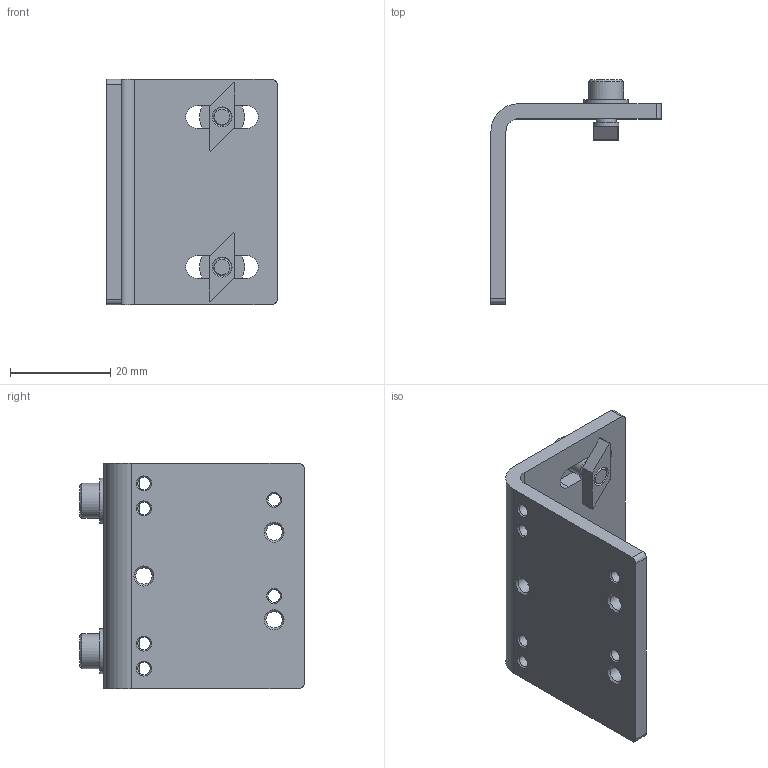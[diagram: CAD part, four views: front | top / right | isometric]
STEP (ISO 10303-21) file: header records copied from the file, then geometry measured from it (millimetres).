
FILE_DESCRIPTION(/* description */ ('STEP AP214'),/* implementation_level */ '2;1');
FILE_NAME(/* name */ '2568514_DAVM-MW-V1-32-V',/* time_stamp */ '2024-08-14T18:17:02+02:00',/* author */ ('License CC BY-ND 4.0'),/* organization */ ('CADENAS'),/* preprocessor_version */ 'ST-DEVELOPER v19.3',/* originating_system */ 'PARTsolutions',/* authorisation */ ' ');
FILE_SCHEMA (('AUTOMOTIVE_DESIGN {1 0 10303 214 3 1 1}'));
Length unit declared in the file: millimetre
Products named in the file (5): 2568514 DAVM-MW-V1-32-V; 2567832 DAVM-MW-V1-32-V; DIN-125A-1 -4.3(F); DIN-912 - M4x8(F); 8028500 ABAN-8-1M4-5-P2
Assembly tree (7 placements, depth 2):
  2568514 DAVM-MW-V1-32-V
    2567832 DAVM-MW-V1-32-V
    DIN-125A-1 -4.3(F)  x2
    DIN-912 - M4x8(F)  x2
    8028500 ABAN-8-1M4-5-P2  x2
Bounding box: 34 x 44.8 x 45 mm (x, y, z)
Volume: 9584.3 mm3; surface area: 8200.4 mm2
Topology: 7 solids, 7 shells, 145 faces, 315 edges, 186 vertices
Faces by surface type: plane 66, cone 44, cylinder 35
Full cylindrical faces by diameter (mm): 2.459 x6, 3.242 x5, 4 x2, 4.3 x2, 5.1 x2, 7 x2, 9 x2
Entity records: 2685 total; most frequent: DIRECTION 472, CARTESIAN_POINT 436, ORIENTED_EDGE 354, AXIS2_PLACEMENT_3D 196, EDGE_CURVE 177, FACE_BOUND 165, EDGE_LOOP 164, VERTEX_POINT 130
